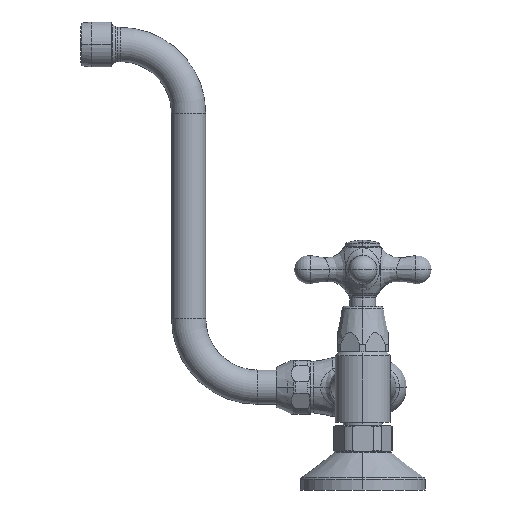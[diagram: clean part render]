
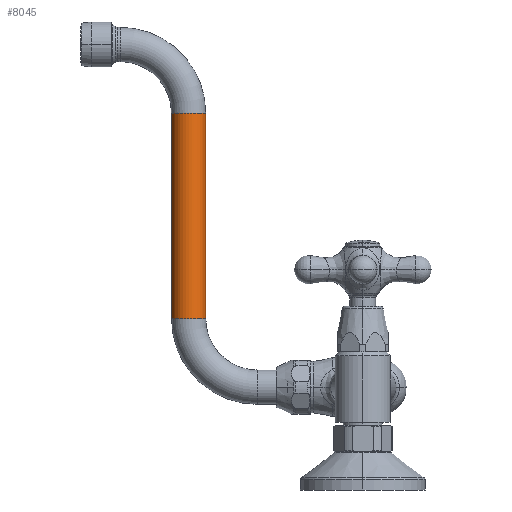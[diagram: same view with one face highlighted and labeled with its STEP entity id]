
A CAD part, left-side view. The second image highlights one B-rep face of the part: STEP entity #8045.
In plain terms, the highlighted cylindrical face has radius 9 mm (diameter 18 mm), a partial arc.
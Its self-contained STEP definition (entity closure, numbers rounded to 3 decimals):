
#33=CARTESIAN_POINT('',(0.,91.5,36.));
#34=DIRECTION('',(0.,0.,1.));
#35=DIRECTION('',(0.,1.,0.));
#36=AXIS2_PLACEMENT_3D('',#33,#34,#35);
#38=DIRECTION('',(0.,0.,1.));
#39=VECTOR('',#38,108.);
#40=CARTESIAN_POINT('',(0.,100.5,36.));
#41=LINE('',#40,#39);
#6801=DIRECTION('',(0.,0.,1.));
#6802=VECTOR('',#6801,108.);
#6803=CARTESIAN_POINT('',(0.,82.5,36.));
#6804=LINE('',#6803,#6802);
#6815=CARTESIAN_POINT('',(0.,91.5,144.));
#6816=DIRECTION('',(0.,0.,1.));
#6817=DIRECTION('',(0.,1.,0.));
#6818=AXIS2_PLACEMENT_3D('',#6815,#6816,#6817);
#7734=CARTESIAN_POINT('',(0.,100.5,36.));
#7735=CARTESIAN_POINT('',(0.,82.5,36.));
#7736=VERTEX_POINT('',#7734);
#7737=VERTEX_POINT('',#7735);
#7738=CARTESIAN_POINT('',(0.,100.5,144.));
#7739=CARTESIAN_POINT('',(0.,82.5,144.));
#7740=VERTEX_POINT('',#7738);
#7741=VERTEX_POINT('',#7739);
#8030=CARTESIAN_POINT('',(0.,91.5,36.));
#8031=DIRECTION('',(0.,0.,1.));
#8032=DIRECTION('',(0.,1.,0.));
#8033=AXIS2_PLACEMENT_3D('',#8030,#8031,#8032);
#8034=CYLINDRICAL_SURFACE('',#8033,9.);
#8036=ORIENTED_EDGE('',*,*,#8035,.F.);
#8038=ORIENTED_EDGE('',*,*,#8037,.T.);
#8040=ORIENTED_EDGE('',*,*,#8039,.T.);
#8042=ORIENTED_EDGE('',*,*,#8041,.F.);
#8043=EDGE_LOOP('',(#8036,#8038,#8040,#8042));
#8044=FACE_OUTER_BOUND('',#8043,.F.);
#8045=ADVANCED_FACE('',(#8044),#8034,.T.);
#37=CIRCLE('',#36,9.);
#6819=CIRCLE('',#6818,9.);
#8035=EDGE_CURVE('',#7736,#7737,#37,.T.);
#8037=EDGE_CURVE('',#7736,#7740,#41,.T.);
#8039=EDGE_CURVE('',#7740,#7741,#6819,.T.);
#8041=EDGE_CURVE('',#7737,#7741,#6804,.T.);
